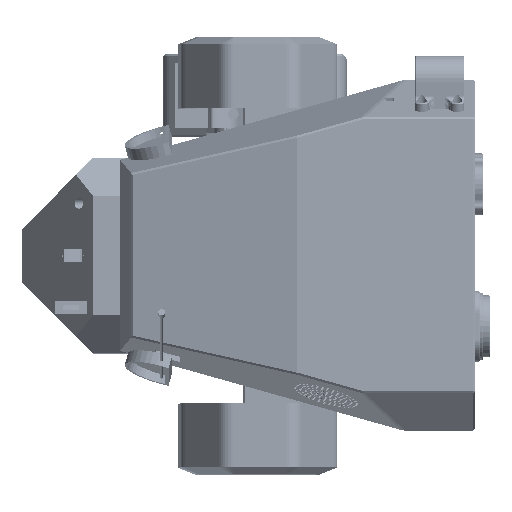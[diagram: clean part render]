
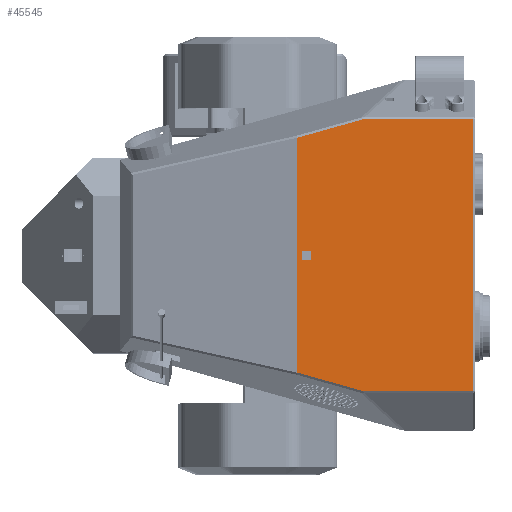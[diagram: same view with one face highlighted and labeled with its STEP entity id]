
A CAD part, top view. The second image highlights one B-rep face of the part: STEP entity #45545.
In plain terms, the highlighted planar face has unit normal (0, 0, 1).
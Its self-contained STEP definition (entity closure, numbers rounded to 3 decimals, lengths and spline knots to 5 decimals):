
#3632=LINE('',#77364,#7073);
#3633=LINE('',#77367,#7074);
#3634=LINE('',#77369,#7075);
#3635=LINE('',#77371,#7076);
#3636=LINE('',#77373,#7077);
#3637=LINE('',#77375,#7078);
#3638=LINE('',#77376,#7079);
#3639=LINE('',#77379,#7080);
#3640=LINE('',#77381,#7081);
#3641=LINE('',#77383,#7082);
#7073=VECTOR('',#62643,1.);
#7074=VECTOR('',#62644,1.);
#7075=VECTOR('',#62645,1.);
#7076=VECTOR('',#62646,1.);
#7077=VECTOR('',#62647,1.);
#7078=VECTOR('',#62648,1.);
#7079=VECTOR('',#62649,1.);
#7080=VECTOR('',#62650,1.);
#7081=VECTOR('',#62651,1.);
#7082=VECTOR('',#62652,1.);
#8764=PLANE('',#50684);
#18621=ORIENTED_EDGE('',*,*,#25997,.T.);
#18622=ORIENTED_EDGE('',*,*,#25998,.T.);
#18623=ORIENTED_EDGE('',*,*,#25999,.F.);
#18624=ORIENTED_EDGE('',*,*,#26000,.T.);
#18625=ORIENTED_EDGE('',*,*,#26001,.T.);
#18626=ORIENTED_EDGE('',*,*,#26002,.T.);
#18627=ORIENTED_EDGE('',*,*,#26003,.T.);
#18628=ORIENTED_EDGE('',*,*,#26004,.T.);
#18629=ORIENTED_EDGE('',*,*,#26005,.F.);
#18630=ORIENTED_EDGE('',*,*,#26006,.F.);
#25997=EDGE_CURVE('',#30655,#30656,#3632,.T.);
#25998=EDGE_CURVE('',#30656,#30657,#3633,.T.);
#25999=EDGE_CURVE('',#30658,#30657,#3634,.T.);
#26000=EDGE_CURVE('',#30658,#30659,#3635,.T.);
#26001=EDGE_CURVE('',#30659,#30660,#3636,.T.);
#26002=EDGE_CURVE('',#30660,#30655,#3637,.T.);
#26003=EDGE_CURVE('',#30661,#30662,#3638,.T.);
#26004=EDGE_CURVE('',#30662,#30663,#3639,.T.);
#26005=EDGE_CURVE('',#30664,#30663,#3640,.T.);
#26006=EDGE_CURVE('',#30661,#30664,#3641,.T.);
#30655=VERTEX_POINT('',#77365);
#30656=VERTEX_POINT('',#77366);
#30657=VERTEX_POINT('',#77368);
#30658=VERTEX_POINT('',#77370);
#30659=VERTEX_POINT('',#77372);
#30660=VERTEX_POINT('',#77374);
#30661=VERTEX_POINT('',#77377);
#30662=VERTEX_POINT('',#77378);
#30663=VERTEX_POINT('',#77380);
#30664=VERTEX_POINT('',#77382);
#36954=EDGE_LOOP('',(#18621,#18622,#18623,#18624,#18625,#18626));
#36955=EDGE_LOOP('',(#18627,#18628,#18629,#18630));
#41494=FACE_BOUND('',#36954,.T.);
#41495=FACE_BOUND('',#36955,.T.);
#45545=ADVANCED_FACE('',(#41494,#41495),#8764,.F.);
#50684=AXIS2_PLACEMENT_3D('',#77363,#62641,#62642);
#62641=DIRECTION('',(0.,0.,-1.));
#62642=DIRECTION('',(-1.,0.,0.));
#62643=DIRECTION('',(-1.,0.,0.));
#62644=DIRECTION('',(-0.963,-0.271,0.));
#62645=DIRECTION('',(0.,1.,0.));
#62646=DIRECTION('',(0.963,-0.271,0.));
#62647=DIRECTION('',(1.,0.,0.));
#62648=DIRECTION('',(0.,1.,0.));
#62649=DIRECTION('',(-1.,0.,0.));
#62650=DIRECTION('',(0.,1.,0.));
#62651=DIRECTION('',(-1.,0.,0.));
#62652=DIRECTION('',(0.,1.,0.));
#77363=CARTESIAN_POINT('',(0.12,0.03869,0.16911));
#77364=CARTESIAN_POINT('',(0.12,0.07638,0.16911));
#77365=CARTESIAN_POINT('',(0.119,0.07638,0.16911));
#77366=CARTESIAN_POINT('',(0.0566,0.07638,0.16911));
#77367=CARTESIAN_POINT('',(0.10553,0.09014,0.16911));
#77368=CARTESIAN_POINT('',(0.02,0.06609,0.16911));
#77369=CARTESIAN_POINT('',(0.02,0.03869,0.16911));
#77370=CARTESIAN_POINT('',(0.02,-0.06609,0.16911));
#77371=CARTESIAN_POINT('',(0.08536,-0.08447,0.16911));
#77372=CARTESIAN_POINT('',(0.0566,-0.07638,0.16911));
#77373=CARTESIAN_POINT('',(0.12,-0.07638,0.16911));
#77374=CARTESIAN_POINT('',(0.119,-0.07638,0.16911));
#77375=CARTESIAN_POINT('',(0.119,0.07738,0.16911));
#77376=CARTESIAN_POINT('',(0.025,-0.0025,0.16911));
#77377=CARTESIAN_POINT('',(0.0275,-0.0025,0.16911));
#77378=CARTESIAN_POINT('',(0.0225,-0.0025,0.16911));
#77379=CARTESIAN_POINT('',(0.0225,0.,0.16911));
#77380=CARTESIAN_POINT('',(0.0225,0.0025,0.16911));
#77381=CARTESIAN_POINT('',(0.025,0.0025,0.16911));
#77382=CARTESIAN_POINT('',(0.0275,0.0025,0.16911));
#77383=CARTESIAN_POINT('',(0.0275,0.,0.16911));
